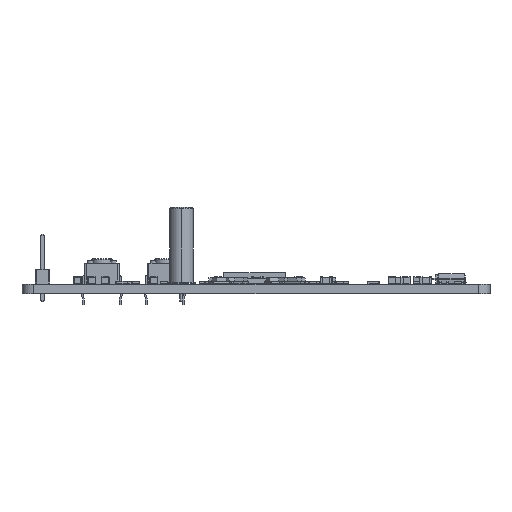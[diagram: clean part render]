
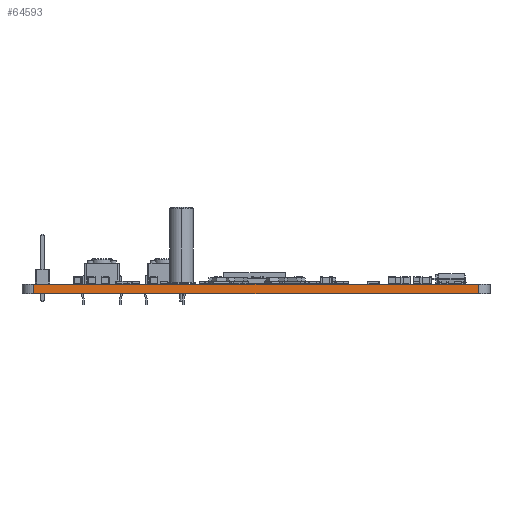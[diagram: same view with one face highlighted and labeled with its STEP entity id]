
A CAD part, front view. The second image highlights one B-rep face of the part: STEP entity #64593.
In plain terms, the highlighted planar face has unit normal (0, -1, 0).
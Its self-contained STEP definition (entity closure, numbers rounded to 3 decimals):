
#60075 = PLANE('',#60076);
#60076 = AXIS2_PLACEMENT_3D('',#60077,#60078,#60079);
#60077 = CARTESIAN_POINT('',(83.,-88.,1.6));
#60078 = DIRECTION('',(-0.,-0.,-1.));
#60079 = DIRECTION('',(-1.,0.,0.));
#60129 = PLANE('',#60130);
#60130 = AXIS2_PLACEMENT_3D('',#60131,#60132,#60133);
#60131 = CARTESIAN_POINT('',(83.,-88.,0.));
#60132 = DIRECTION('',(-0.,-0.,-1.));
#60133 = DIRECTION('',(-1.,0.,0.));
#60342 = VERTEX_POINT('',#60343);
#60343 = CARTESIAN_POINT('',(121.,-148.,0.));
#60362 = CYLINDRICAL_SURFACE('',#60363,2.);
#60363 = AXIS2_PLACEMENT_3D('',#60364,#60365,#60366);
#60364 = CARTESIAN_POINT('',(121.,-146.,0.));
#60365 = DIRECTION('',(-0.,-0.,-1.));
#60366 = DIRECTION('',(1.,0.,-0.));
#60374 = EDGE_CURVE('',#60342,#60375,#60377,.T.);
#60375 = VERTEX_POINT('',#60376);
#60376 = CARTESIAN_POINT('',(45.,-148.,0.));
#60377 = SURFACE_CURVE('',#60378,(#60382,#60389),.PCURVE_S1.);
#60378 = LINE('',#60379,#60380);
#60379 = CARTESIAN_POINT('',(121.,-148.,0.));
#60380 = VECTOR('',#60381,1.);
#60381 = DIRECTION('',(-1.,0.,0.));
#60382 = PCURVE('',#60129,#60383);
#60383 = DEFINITIONAL_REPRESENTATION('',(#60384),#60388);
#60384 = LINE('',#60385,#60386);
#60385 = CARTESIAN_POINT('',(-38.,-60.));
#60386 = VECTOR('',#60387,1.);
#60387 = DIRECTION('',(1.,0.));
#60388 = ( GEOMETRIC_REPRESENTATION_CONTEXT(2) 
PARAMETRIC_REPRESENTATION_CONTEXT() REPRESENTATION_CONTEXT('2D SPACE',''
  ) );
#60389 = PCURVE('',#60390,#60395);
#60390 = PLANE('',#60391);
#60391 = AXIS2_PLACEMENT_3D('',#60392,#60393,#60394);
#60392 = CARTESIAN_POINT('',(121.,-148.,0.));
#60393 = DIRECTION('',(0.,-1.,0.));
#60394 = DIRECTION('',(-1.,0.,0.));
#60395 = DEFINITIONAL_REPRESENTATION('',(#60396),#60400);
#60396 = LINE('',#60397,#60398);
#60397 = CARTESIAN_POINT('',(0.,0.));
#60398 = VECTOR('',#60399,1.);
#60399 = DIRECTION('',(1.,0.));
#60400 = ( GEOMETRIC_REPRESENTATION_CONTEXT(2) 
PARAMETRIC_REPRESENTATION_CONTEXT() REPRESENTATION_CONTEXT('2D SPACE',''
  ) );
#60423 = CYLINDRICAL_SURFACE('',#60424,2.);
#60424 = AXIS2_PLACEMENT_3D('',#60425,#60426,#60427);
#60425 = CARTESIAN_POINT('',(45.,-146.,0.));
#60426 = DIRECTION('',(-0.,-0.,-1.));
#60427 = DIRECTION('',(1.,0.,-0.));
#62586 = VERTEX_POINT('',#62587);
#62587 = CARTESIAN_POINT('',(121.,-148.,1.6));
#62613 = EDGE_CURVE('',#62586,#62614,#62616,.T.);
#62614 = VERTEX_POINT('',#62615);
#62615 = CARTESIAN_POINT('',(45.,-148.,1.6));
#62616 = SURFACE_CURVE('',#62617,(#62621,#62628),.PCURVE_S1.);
#62617 = LINE('',#62618,#62619);
#62618 = CARTESIAN_POINT('',(121.,-148.,1.6));
#62619 = VECTOR('',#62620,1.);
#62620 = DIRECTION('',(-1.,0.,0.));
#62621 = PCURVE('',#60075,#62622);
#62622 = DEFINITIONAL_REPRESENTATION('',(#62623),#62627);
#62623 = LINE('',#62624,#62625);
#62624 = CARTESIAN_POINT('',(-38.,-60.));
#62625 = VECTOR('',#62626,1.);
#62626 = DIRECTION('',(1.,0.));
#62627 = ( GEOMETRIC_REPRESENTATION_CONTEXT(2) 
PARAMETRIC_REPRESENTATION_CONTEXT() REPRESENTATION_CONTEXT('2D SPACE',''
  ) );
#62628 = PCURVE('',#60390,#62629);
#62629 = DEFINITIONAL_REPRESENTATION('',(#62630),#62634);
#62630 = LINE('',#62631,#62632);
#62631 = CARTESIAN_POINT('',(0.,-1.6));
#62632 = VECTOR('',#62633,1.);
#62633 = DIRECTION('',(1.,0.));
#62634 = ( GEOMETRIC_REPRESENTATION_CONTEXT(2) 
PARAMETRIC_REPRESENTATION_CONTEXT() REPRESENTATION_CONTEXT('2D SPACE',''
  ) );
#64545 = EDGE_CURVE('',#60375,#62614,#64546,.T.);
#64546 = SURFACE_CURVE('',#64547,(#64551,#64558),.PCURVE_S1.);
#64547 = LINE('',#64548,#64549);
#64548 = CARTESIAN_POINT('',(45.,-148.,0.));
#64549 = VECTOR('',#64550,1.);
#64550 = DIRECTION('',(0.,0.,1.));
#64551 = PCURVE('',#60423,#64552);
#64552 = DEFINITIONAL_REPRESENTATION('',(#64553),#64557);
#64553 = LINE('',#64554,#64555);
#64554 = CARTESIAN_POINT('',(-4.712,0.));
#64555 = VECTOR('',#64556,1.);
#64556 = DIRECTION('',(-0.,-1.));
#64557 = ( GEOMETRIC_REPRESENTATION_CONTEXT(2) 
PARAMETRIC_REPRESENTATION_CONTEXT() REPRESENTATION_CONTEXT('2D SPACE',''
  ) );
#64558 = PCURVE('',#60390,#64559);
#64559 = DEFINITIONAL_REPRESENTATION('',(#64560),#64564);
#64560 = LINE('',#64561,#64562);
#64561 = CARTESIAN_POINT('',(76.,0.));
#64562 = VECTOR('',#64563,1.);
#64563 = DIRECTION('',(0.,-1.));
#64564 = ( GEOMETRIC_REPRESENTATION_CONTEXT(2) 
PARAMETRIC_REPRESENTATION_CONTEXT() REPRESENTATION_CONTEXT('2D SPACE',''
  ) );
#64570 = EDGE_CURVE('',#60342,#62586,#64571,.T.);
#64571 = SURFACE_CURVE('',#64572,(#64576,#64583),.PCURVE_S1.);
#64572 = LINE('',#64573,#64574);
#64573 = CARTESIAN_POINT('',(121.,-148.,0.));
#64574 = VECTOR('',#64575,1.);
#64575 = DIRECTION('',(0.,0.,1.));
#64576 = PCURVE('',#60362,#64577);
#64577 = DEFINITIONAL_REPRESENTATION('',(#64578),#64582);
#64578 = LINE('',#64579,#64580);
#64579 = CARTESIAN_POINT('',(-4.712,0.));
#64580 = VECTOR('',#64581,1.);
#64581 = DIRECTION('',(-0.,-1.));
#64582 = ( GEOMETRIC_REPRESENTATION_CONTEXT(2) 
PARAMETRIC_REPRESENTATION_CONTEXT() REPRESENTATION_CONTEXT('2D SPACE',''
  ) );
#64583 = PCURVE('',#60390,#64584);
#64584 = DEFINITIONAL_REPRESENTATION('',(#64585),#64589);
#64585 = LINE('',#64586,#64587);
#64586 = CARTESIAN_POINT('',(0.,0.));
#64587 = VECTOR('',#64588,1.);
#64588 = DIRECTION('',(0.,-1.));
#64589 = ( GEOMETRIC_REPRESENTATION_CONTEXT(2) 
PARAMETRIC_REPRESENTATION_CONTEXT() REPRESENTATION_CONTEXT('2D SPACE',''
  ) );
#64593 = ADVANCED_FACE('',(#64594),#60390,.T.);
#64594 = FACE_BOUND('',#64595,.T.);
#64595 = EDGE_LOOP('',(#64596,#64597,#64598,#64599));
#64596 = ORIENTED_EDGE('',*,*,#64570,.T.);
#64597 = ORIENTED_EDGE('',*,*,#62613,.T.);
#64598 = ORIENTED_EDGE('',*,*,#64545,.F.);
#64599 = ORIENTED_EDGE('',*,*,#60374,.F.);
